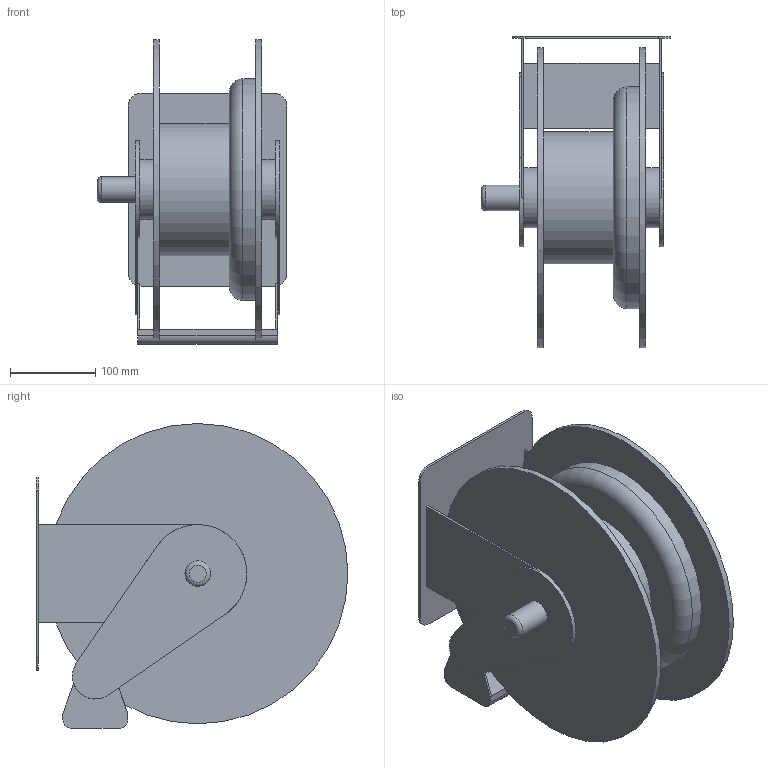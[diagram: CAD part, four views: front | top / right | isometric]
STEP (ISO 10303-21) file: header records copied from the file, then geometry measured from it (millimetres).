
FILE_DESCRIPTION( ( 'Unknown' ), '1' );
FILE_NAME( 'Serie 300.stp', 'Unknown', ( 'Unknown' ), ( 'Unknown' ), 'XStep 1.0', 'Unknown', ' ' );
FILE_SCHEMA( ( 'automotive_design' ) );
Length unit declared in the file: millimetre
Products named in the file (1): 1
Bounding box: 222.5 x 365.5 x 357.5 mm (x, y, z)
Volume: 5241488.3 mm3; surface area: 689631.5 mm2
Topology: 1 solids, 1 shells, 61 faces, 153 edges, 100 vertices
Faces by surface type: plane 42, cylinder 17, torus 2
Full cylindrical faces by diameter (mm): 30 x1, 70 x2, 155 x1, 260 x1, 352 x2
Entity records: 2234 total; most frequent: DIRECTION 304, CARTESIAN_POINT 294, ORIENTED_EDGE 276, EDGE_CURVE 138, AXIS2_PLACEMENT_3D 104, LINE 96, VECTOR 96, VERTEX_POINT 94
